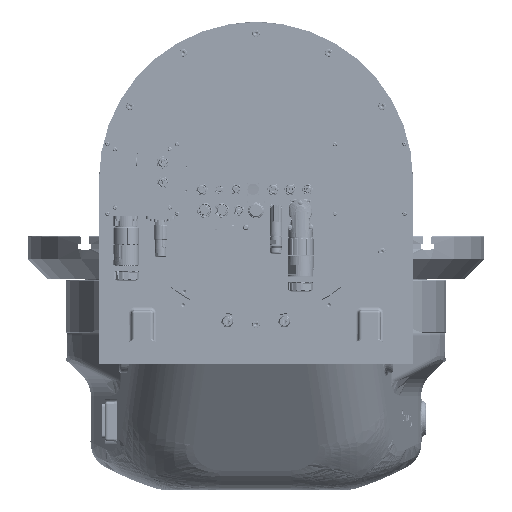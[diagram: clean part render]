
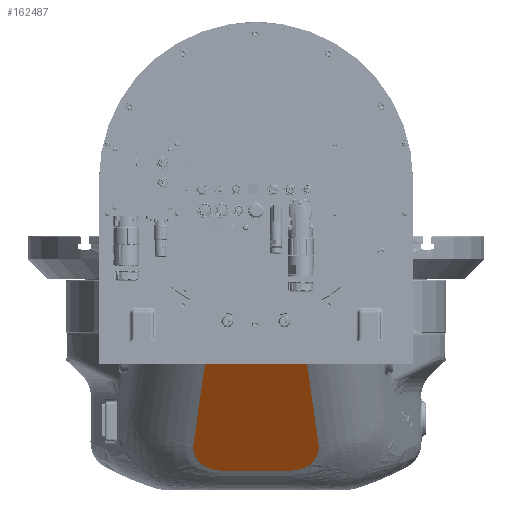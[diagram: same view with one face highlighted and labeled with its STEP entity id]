
A CAD part, left-side view. The second image highlights one B-rep face of the part: STEP entity #162487.
In plain terms, the highlighted planar face has unit normal (-0.819, 0, -0.574).
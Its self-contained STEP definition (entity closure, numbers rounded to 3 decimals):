
#13600=PLANE('',#176250);
#19736=FACE_OUTER_BOUND('',#27840,.T.);
#27840=EDGE_LOOP('',(#146800,#146801,#146802,#146803,#146804,#146805,#146806,
#146807));
#34386=CIRCLE('',#175790,48.985);
#34389=CIRCLE('',#175793,48.985);
#34413=CIRCLE('',#175817,48.985);
#34416=CIRCLE('',#175820,48.985);
#47592=LINE('',#338834,#60473);
#47600=LINE('',#338969,#60481);
#47601=LINE('',#338970,#60482);
#47602=LINE('',#338971,#60483);
#60473=VECTOR('',#213911,10.);
#60481=VECTOR('',#213959,10.);
#60482=VECTOR('',#213960,10.);
#60483=VECTOR('',#213961,10.);
#80121=VERTEX_POINT('',#319061);
#80122=VERTEX_POINT('',#319147);
#80124=VERTEX_POINT('',#319437);
#80169=VERTEX_POINT('',#329499);
#80170=VERTEX_POINT('',#329513);
#80172=VERTEX_POINT('',#329909);
#80617=VERTEX_POINT('',#338832);
#80631=VERTEX_POINT('',#338968);
#106037=EDGE_CURVE('',#80121,#80122,#34386,.T.);
#106041=EDGE_CURVE('',#80124,#80121,#34389,.T.);
#106103=EDGE_CURVE('',#80169,#80170,#34413,.T.);
#106107=EDGE_CURVE('',#80172,#80169,#34416,.T.);
#106716=EDGE_CURVE('',#80617,#80172,#47592,.T.);
#106741=EDGE_CURVE('',#80631,#80617,#47600,.T.);
#106742=EDGE_CURVE('',#80122,#80631,#47601,.T.);
#106743=EDGE_CURVE('',#80170,#80124,#47602,.T.);
#146800=ORIENTED_EDGE('',*,*,#106741,.F.);
#146801=ORIENTED_EDGE('',*,*,#106742,.F.);
#146802=ORIENTED_EDGE('',*,*,#106037,.F.);
#146803=ORIENTED_EDGE('',*,*,#106041,.F.);
#146804=ORIENTED_EDGE('',*,*,#106743,.F.);
#146805=ORIENTED_EDGE('',*,*,#106103,.F.);
#146806=ORIENTED_EDGE('',*,*,#106107,.F.);
#146807=ORIENTED_EDGE('',*,*,#106716,.F.);
#162487=ADVANCED_FACE('',(#19736),#13600,.T.);
#175790=AXIS2_PLACEMENT_3D('',#319148,#212882,#212883);
#175793=AXIS2_PLACEMENT_3D('',#319439,#212888,#212889);
#175817=AXIS2_PLACEMENT_3D('',#329514,#212936,#212937);
#175820=AXIS2_PLACEMENT_3D('',#329911,#212942,#212943);
#176250=AXIS2_PLACEMENT_3D('',#338967,#213957,#213958);
#212882=DIRECTION('center_axis',(0.819,0.,
0.574));
#212883=DIRECTION('ref_axis',(0.381,0.747,-0.545));
#212888=DIRECTION('center_axis',(0.819,0.,
0.574));
#212889=DIRECTION('ref_axis',(0.381,0.747,-0.545));
#212936=DIRECTION('center_axis',(0.819,0.,
0.574));
#212937=DIRECTION('ref_axis',(0.381,-0.747,-0.545));
#212942=DIRECTION('center_axis',(0.819,0.,
0.574));
#212943=DIRECTION('ref_axis',(0.381,-0.747,-0.545));
#213911=DIRECTION('',(0.57,-0.116,-0.814));
#213957=DIRECTION('center_axis',(-0.819,0.,
-0.574));
#213958=DIRECTION('ref_axis',(0.574,0.,-0.819));
#213959=DIRECTION('',(0.,-1.,0.));
#213960=DIRECTION('',(-0.57,-0.116,0.814));
#213961=DIRECTION('',(0.,1.,0.));
#319061=CARTESIAN_POINT('',(-1039.723,97.556,-497.442));
#319147=CARTESIAN_POINT('',(-1061.656,109.625,-466.117));
#319148=CARTESIAN_POINT('Origin',(-1058.405,60.97,-470.76));
#319437=CARTESIAN_POINT('',(-1030.309,60.97,-510.886));
#319439=CARTESIAN_POINT('Origin',(-1058.405,60.97,-470.76));
#329499=CARTESIAN_POINT('',(-1039.723,-97.556,-497.442));
#329513=CARTESIAN_POINT('',(-1030.309,-60.97,-510.886));
#329514=CARTESIAN_POINT('Origin',(-1058.405,-60.97,-470.76));
#329909=CARTESIAN_POINT('',(-1061.656,-109.625,-466.117));
#329911=CARTESIAN_POINT('Origin',(-1058.405,-60.97,-470.76));
#338832=CARTESIAN_POINT('',(-1266.287,-68.065,-173.874));
#338834=CARTESIAN_POINT('',(-1085.913,-104.699,-431.476));
#338967=CARTESIAN_POINT('Origin',(-1269.,0.,-170.));
#338968=CARTESIAN_POINT('',(-1266.287,68.065,-173.874));
#338969=CARTESIAN_POINT('',(-1266.287,0.,-173.874));
#338970=CARTESIAN_POINT('',(-1180.931,85.401,-295.776));
#338971=CARTESIAN_POINT('',(-1030.309,0.,-510.886));
